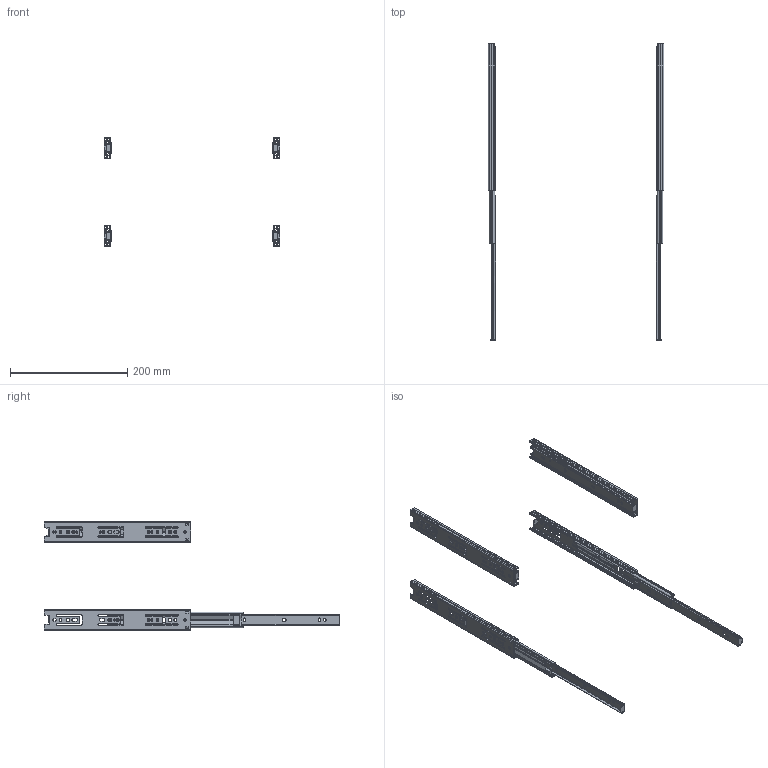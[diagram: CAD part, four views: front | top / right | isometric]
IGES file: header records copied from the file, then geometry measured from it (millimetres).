
Start section: SolidWorks IGES file using analytic representation for surfaces
Global section: file name: TSS3513-250.IGS; native system: SolidWorks 2021; preprocessor: SolidWorks 2021; author: mFritsch; date: 221117.131614; units: millimetre
Bounding box: 300 x 505 x 186.58 mm (x, y, z)
Surface area: 247410.2 mm2 (no closed solid volume)
Topology: 0 solids, 0 shells, 1328 faces, 16220 edges, 16220 vertices
Faces by surface type: bspline 720, revolution 608
